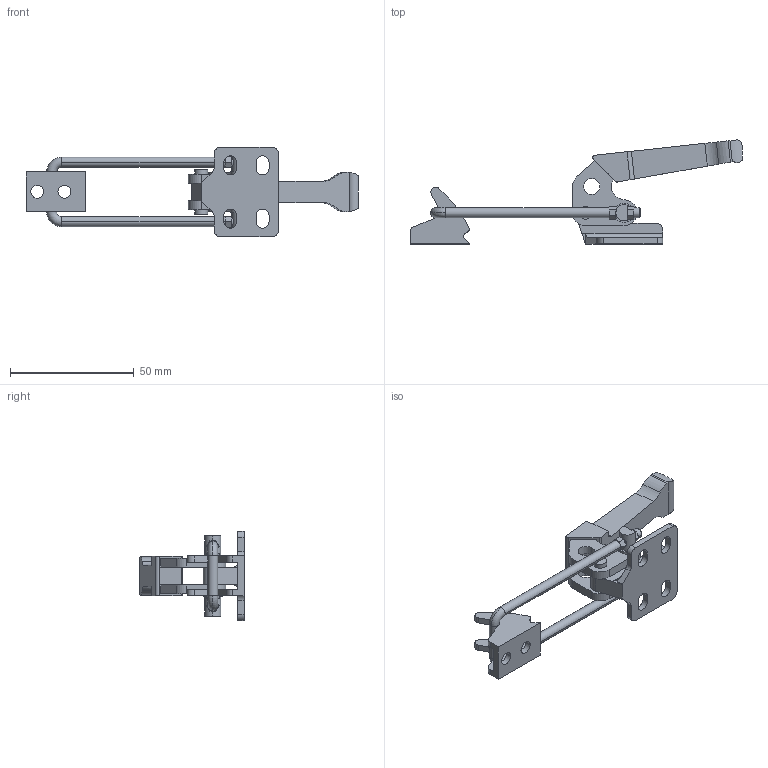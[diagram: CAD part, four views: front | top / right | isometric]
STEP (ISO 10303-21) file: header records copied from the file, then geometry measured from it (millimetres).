
FILE_DESCRIPTION( ( '' ), '1' );
FILE_NAME( '05825-0140N_GESCHLOSSEN.stp', '2012-10-30T10:13:09', ( '' ), ( '' ), ' ', ' ', ' ' );
FILE_SCHEMA( ( 'CONFIG_CONTROL_DESIGN' ) );
Length unit declared in the file: millimetre
Products named in the file (4): 1; 2; 3; 4
Bounding box: 133.93 x 42 x 36 mm (x, y, z)
Volume: 18607.4 mm3; surface area: 13299.1 mm2
Topology: 4 solids, 4 shells, 262 faces, 705 edges, 469 vertices
Faces by surface type: plane 111, cylinder 95, torus 52, cone 4
Entity records: 8852 total; most frequent: CARTESIAN_POINT 2004, ORIENTED_EDGE 1410, DIRECTION 1382, EDGE_CURVE 705, AXIS2_PLACEMENT_3D 521, VERTEX_POINT 469, LINE 340, VECTOR 340
